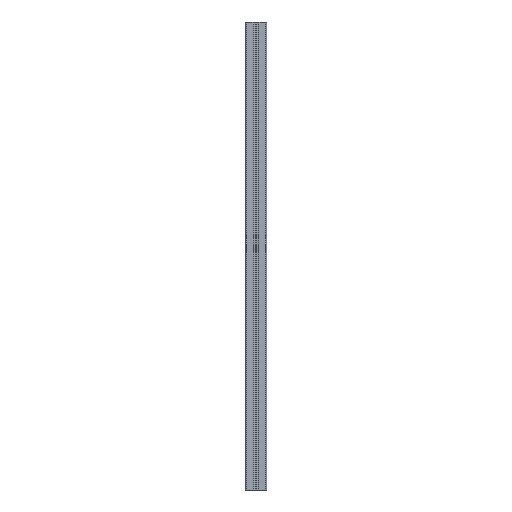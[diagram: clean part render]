
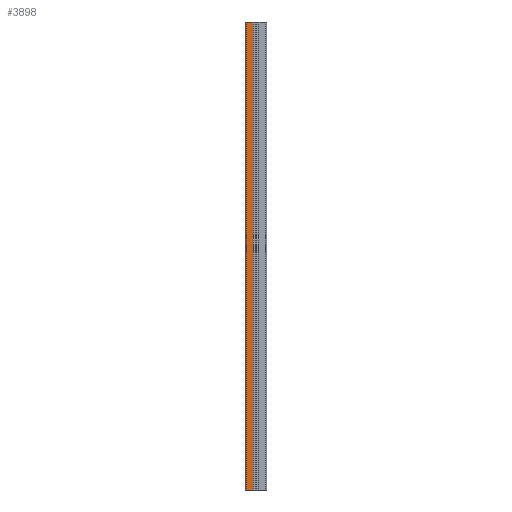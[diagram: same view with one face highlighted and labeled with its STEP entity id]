
A CAD part, left-side view. The second image highlights one B-rep face of the part: STEP entity #3898.
In plain terms, the highlighted planar face has unit normal (-1, 0, 0).
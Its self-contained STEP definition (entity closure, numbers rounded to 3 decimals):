
#164 = ORIENTED_EDGE ( 'NONE', *, *, #8624, .F. ) ;
#238 = VERTEX_POINT ( 'NONE', #9328 ) ;
#321 = CARTESIAN_POINT ( 'NONE',  ( -22.5, 6.325, 0. ) ) ;
#645 = EDGE_CURVE ( 'NONE', #1439, #10624, #4170, .T. ) ;
#859 = EDGE_LOOP ( 'NONE', ( #11105, #1519, #164, #1150 ) ) ;
#1150 = ORIENTED_EDGE ( 'NONE', *, *, #645, .F. ) ;
#1271 = LINE ( 'NONE', #6750, #4029 ) ;
#1293 = CARTESIAN_POINT ( 'NONE',  ( -22.5, 6.325, -1000. ) ) ;
#1439 = VERTEX_POINT ( 'NONE', #321 ) ;
#1519 = ORIENTED_EDGE ( 'NONE', *, *, #4597, .T. ) ;
#1781 = EDGE_CURVE ( 'NONE', #1439, #238, #9092, .T. ) ;
#1901 = DIRECTION ( 'NONE',  ( 0., 0., 1. ) ) ;
#2557 = VECTOR ( 'NONE', #2657, 1000. ) ;
#2616 = AXIS2_PLACEMENT_3D ( 'NONE', #3816, #7385, #1901 ) ;
#2657 = DIRECTION ( 'NONE',  ( 0., 1., 0. ) ) ;
#2719 = CARTESIAN_POINT ( 'NONE',  ( -22.5, 22.5, 0. ) ) ;
#3816 = CARTESIAN_POINT ( 'NONE',  ( -22.5, 22.5, -1000. ) ) ;
#3898 = ADVANCED_FACE ( 'NONE', ( #10187 ), #6369, .T. ) ;
#3965 = DIRECTION ( 'NONE',  ( 0., 1., 0. ) ) ;
#3986 = DIRECTION ( 'NONE',  ( 0., 0., -1. ) ) ;
#4029 = VECTOR ( 'NONE', #3965, 1000. ) ;
#4170 = LINE ( 'NONE', #1293, #8333 ) ;
#4597 = EDGE_CURVE ( 'NONE', #238, #9545, #6048, .T. ) ;
#6048 = LINE ( 'NONE', #9758, #10547 ) ;
#6221 = DIRECTION ( 'NONE',  ( 0., 0., -1. ) ) ;
#6369 = PLANE ( 'NONE',  #2616 ) ;
#6750 = CARTESIAN_POINT ( 'NONE',  ( -22.5, 22.5, -1000. ) ) ;
#7385 = DIRECTION ( 'NONE',  ( -1., 0., 0. ) ) ;
#7915 = CARTESIAN_POINT ( 'NONE',  ( -22.5, 20.5, -1000. ) ) ;
#8333 = VECTOR ( 'NONE', #3986, 1000. ) ;
#8624 = EDGE_CURVE ( 'NONE', #10624, #9545, #1271, .T. ) ;
#9092 = LINE ( 'NONE', #2719, #2557 ) ;
#9328 = CARTESIAN_POINT ( 'NONE',  ( -22.5, 20.5, 0. ) ) ;
#9545 = VERTEX_POINT ( 'NONE', #7915 ) ;
#9758 = CARTESIAN_POINT ( 'NONE',  ( -22.5, 20.5, -1000. ) ) ;
#10012 = CARTESIAN_POINT ( 'NONE',  ( -22.5, 6.325, -1000. ) ) ;
#10187 = FACE_OUTER_BOUND ( 'NONE', #859, .T. ) ;
#10547 = VECTOR ( 'NONE', #6221, 1000. ) ;
#10624 = VERTEX_POINT ( 'NONE', #10012 ) ;
#11105 = ORIENTED_EDGE ( 'NONE', *, *, #1781, .T. ) ;
